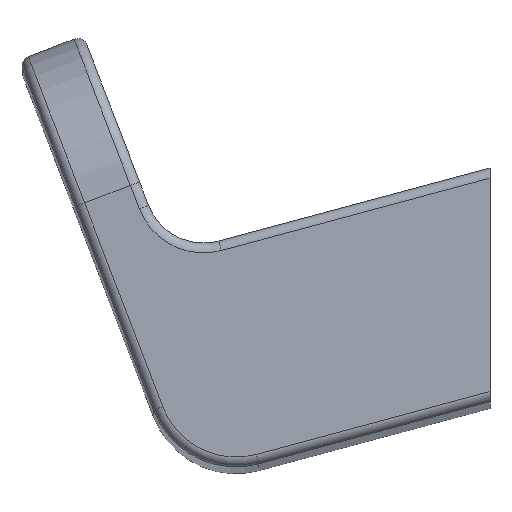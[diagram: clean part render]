
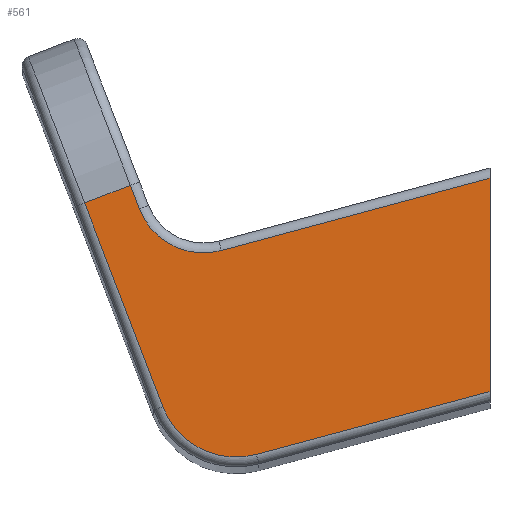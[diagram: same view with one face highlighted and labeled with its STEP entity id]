
A CAD part, top view. The second image highlights one B-rep face of the part: STEP entity #561.
In plain terms, the highlighted planar face has unit normal (0, 0, 1).
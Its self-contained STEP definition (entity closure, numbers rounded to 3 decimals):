
#36=PLANE('',#655);
#70=FACE_OUTER_BOUND('',#106,.T.);
#106=EDGE_LOOP('',(#462,#463,#464,#465,#466,#467,#468,#469));
#117=LINE('',#900,#151);
#119=LINE('',#912,#153);
#129=LINE('',#962,#163);
#131=LINE('',#974,#165);
#135=LINE('',#981,#169);
#141=LINE('',#991,#175);
#151=VECTOR('',#726,10.);
#153=VECTOR('',#740,10.);
#163=VECTOR('',#798,10.);
#165=VECTOR('',#812,10.);
#169=VECTOR('',#822,10.);
#175=VECTOR('',#836,10.);
#195=CIRCLE('',#615,3.5);
#210=CIRCLE('',#644,4.);
#228=VERTEX_POINT('',#890);
#230=VERTEX_POINT('',#896);
#232=VERTEX_POINT('',#902);
#234=VERTEX_POINT('',#908);
#249=VERTEX_POINT('',#954);
#251=VERTEX_POINT('',#960);
#253=VERTEX_POINT('',#966);
#255=VERTEX_POINT('',#972);
#283=EDGE_CURVE('',#228,#230,#117,.T.);
#286=EDGE_CURVE('',#230,#232,#195,.T.);
#289=EDGE_CURVE('',#232,#234,#119,.T.);
#313=EDGE_CURVE('',#251,#249,#129,.T.);
#316=EDGE_CURVE('',#253,#251,#210,.T.);
#319=EDGE_CURVE('',#255,#253,#131,.T.);
#323=EDGE_CURVE('',#255,#234,#135,.T.);
#329=EDGE_CURVE('',#249,#228,#141,.T.);
#462=ORIENTED_EDGE('',*,*,#283,.F.);
#463=ORIENTED_EDGE('',*,*,#329,.F.);
#464=ORIENTED_EDGE('',*,*,#313,.F.);
#465=ORIENTED_EDGE('',*,*,#316,.F.);
#466=ORIENTED_EDGE('',*,*,#319,.F.);
#467=ORIENTED_EDGE('',*,*,#323,.T.);
#468=ORIENTED_EDGE('',*,*,#289,.F.);
#469=ORIENTED_EDGE('',*,*,#286,.F.);
#561=ADVANCED_FACE('',(#70),#36,.T.);
#615=AXIS2_PLACEMENT_3D('',#906,#733,#734);
#644=AXIS2_PLACEMENT_3D('',#968,#804,#805);
#655=AXIS2_PLACEMENT_3D('',#992,#837,#838);
#726=DIRECTION('',(0.358,-0.934,0.));
#733=DIRECTION('center_axis',(0.,0.,1.));
#734=DIRECTION('ref_axis',(-0.454,-0.891,0.));
#740=DIRECTION('',(0.966,0.26,0.));
#798=DIRECTION('',(-0.358,0.934,0.));
#804=DIRECTION('center_axis',(0.,0.,-1.));
#805=DIRECTION('ref_axis',(-0.454,-0.891,0.));
#812=DIRECTION('',(-0.966,-0.26,0.));
#822=DIRECTION('',(0.,1.,0.));
#836=DIRECTION('',(0.934,0.358,0.));
#837=DIRECTION('center_axis',(0.,0.,1.));
#838=DIRECTION('ref_axis',(1.,0.,0.));
#890=CARTESIAN_POINT('',(-18.332,4.259,200.));
#896=CARTESIAN_POINT('',(-17.873,3.061,200.));
#900=CARTESIAN_POINT('',(-17.067,0.963,200.));
#902=CARTESIAN_POINT('',(-13.696,0.936,200.));
#906=CARTESIAN_POINT('Origin',(-14.605,4.316,200.));
#908=CARTESIAN_POINT('',(0.,4.621,200.));
#912=CARTESIAN_POINT('',(-6.061,2.99,200.));
#954=CARTESIAN_POINT('',(-20.666,3.363,200.));
#960=CARTESIAN_POINT('',(-16.678,-7.027,200.));
#962=CARTESIAN_POINT('',(-21.064,4.4,200.));
#966=CARTESIAN_POINT('',(-11.904,-9.456,200.));
#968=CARTESIAN_POINT('Origin',(-12.944,-5.593,200.));
#972=CARTESIAN_POINT('',(0.,-6.252,200.));
#974=CARTESIAN_POINT('',(-10.714,-9.135,200.));
#981=CARTESIAN_POINT('',(0.,-6.77,200.));
#991=CARTESIAN_POINT('',(-15.982,5.161,200.));
#992=CARTESIAN_POINT('Origin',(-12.028,0.49,200.));
